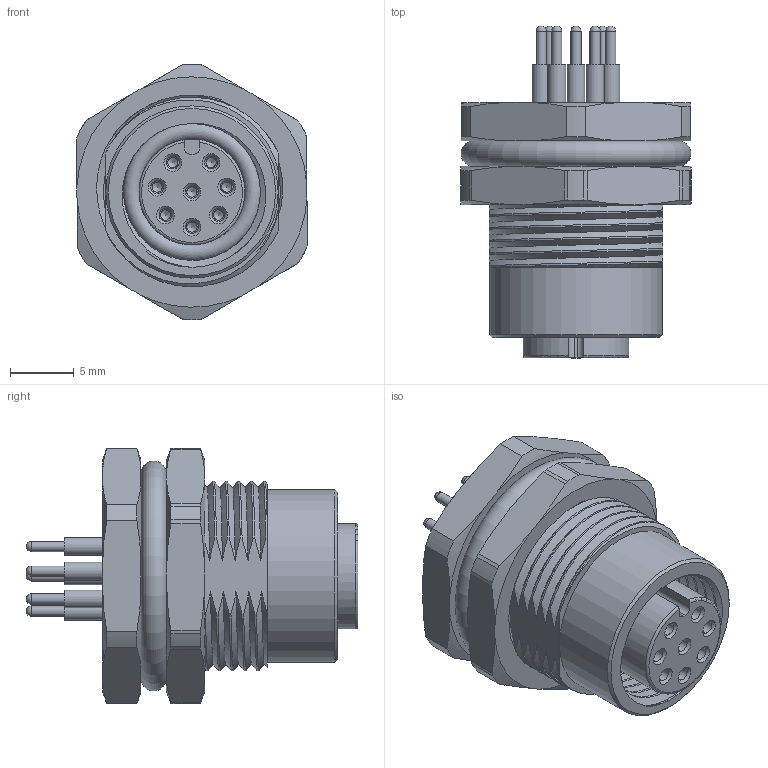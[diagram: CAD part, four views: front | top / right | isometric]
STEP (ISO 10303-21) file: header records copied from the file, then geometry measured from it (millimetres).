
FILE_DESCRIPTION(/* description */ ('Unknown'),/* implementation_level */ '2;1');
FILE_NAME(/* name */ '643260100608',/* time_stamp */ '2021-03-22T17:38:32+01:00',/* author */ ('Unknown'),/* organization */ ('Unknown'),/* preprocessor_version */ 'ST-DEVELOPER v16.7',/* originating_system */ 'DEX',/* authorisation */ $);
FILE_SCHEMA (('AUTOMOTIVE_DESIGN {1 0 10303 214 3 1 1}'));
Length unit declared in the file: millimetre
Products named in the file (8): 6432601006xx; 6432601006xx_housing; 643260100608; 643xx01004xx_Seal_outer; 643xx01006xx_Nut; 643xx01004xx_Seal_inner; 643220100408_Pin; 6432601006xx_Glue
Assembly tree (14 placements, depth 2):
  6432601006xx
    6432601006xx_housing
    643260100608
    643xx01004xx_Seal_outer
    643xx01006xx_Nut
    643xx01004xx_Seal_inner
    643220100408_Pin  x8
    6432601006xx_Glue
Bounding box: 18.07 x 26 x 20 mm (x, y, z)
Volume: 3403.5 mm3; surface area: 6177.2 mm2
Topology: 14 solids, 14 shells, 608 faces, 1447 edges, 937 vertices
Faces by surface type: plane 232, cylinder 200, cone 79, torus 46, bspline 43, sphere 8
Full cylindrical faces by diameter (mm): 0.8 x16, 1 x8, 1.1 x8, 1.3 x8, 1.4 x40, 1.45 x8, 1.5 x32, 1.6 x16, 8.3 x1, 8.74 x2, 9.14 x1, 9.25 x1, 10.58 x1, 10.72 x8, 11 x2, 11.1 x1, 13.5 x2
Entity records: 30327 total; most frequent: CARTESIAN_POINT 23476, ORIENTED_EDGE 1366, DIRECTION 1252, EDGE_CURVE 683, AXIS2_PLACEMENT_3D 514, VERTEX_POINT 492, FACE_BOUND 441, EDGE_LOOP 438
